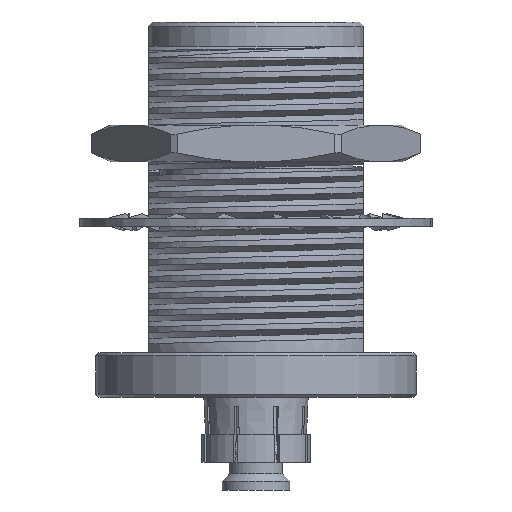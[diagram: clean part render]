
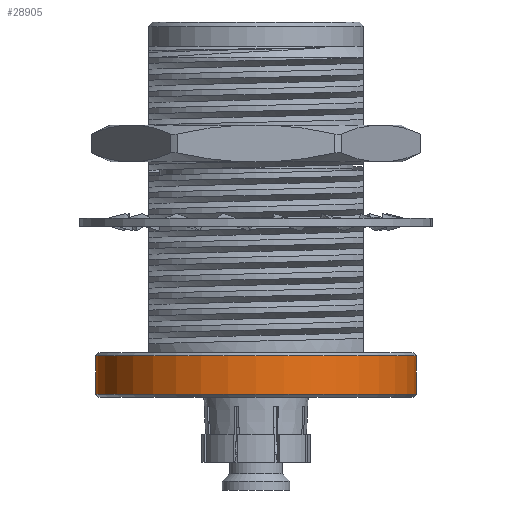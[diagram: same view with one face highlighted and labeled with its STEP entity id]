
A CAD part, front view. The second image highlights one B-rep face of the part: STEP entity #28905.
In plain terms, the highlighted cylindrical face has radius 10 mm (diameter 20 mm), a partial arc.
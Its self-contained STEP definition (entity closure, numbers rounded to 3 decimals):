
#1797 = CARTESIAN_POINT ( 'NONE',  ( 10., 0., 4.25 ) ) ;
#3146 = CARTESIAN_POINT ( 'NONE',  ( 0., 0., 6.65 ) ) ;
#3271 = CIRCLE ( 'NONE', #46148, 10. ) ;
#5911 = CARTESIAN_POINT ( 'NONE',  ( -10., 0., 6.65 ) ) ;
#7802 = LINE ( 'NONE', #8646, #22948 ) ;
#8646 = CARTESIAN_POINT ( 'NONE',  ( -10., 0., 0. ) ) ;
#12542 = DIRECTION ( 'NONE',  ( -1., 0., 0. ) ) ;
#14892 = DIRECTION ( 'NONE',  ( -1., 0., 0. ) ) ;
#15463 = FACE_OUTER_BOUND ( 'NONE', #56195, .T. ) ;
#16508 = CARTESIAN_POINT ( 'NONE',  ( 10., 0., 6.65 ) ) ;
#18191 = ORIENTED_EDGE ( 'NONE', *, *, #43952, .T. ) ;
#20508 = EDGE_CURVE ( 'NONE', #37387, #39074, #54789, .T. ) ;
#21109 = CARTESIAN_POINT ( 'NONE',  ( -10., 0., 4.25 ) ) ;
#21416 = DIRECTION ( 'NONE',  ( 0., 0., -1. ) ) ;
#22948 = VECTOR ( 'NONE', #35218, 1000. ) ;
#23515 = LINE ( 'NONE', #27791, #52979 ) ;
#24035 = CARTESIAN_POINT ( 'NONE',  ( 0., 0., 0. ) ) ;
#24691 = CARTESIAN_POINT ( 'NONE',  ( 0., 0., 4.25 ) ) ;
#27163 = VERTEX_POINT ( 'NONE', #21109 ) ;
#27791 = CARTESIAN_POINT ( 'NONE',  ( 10., 0., 0. ) ) ;
#28905 = ADVANCED_FACE ( 'NONE', ( #15463 ), #46275, .T. ) ;
#32909 = DIRECTION ( 'NONE',  ( 0., 0., -1. ) ) ;
#33123 = ORIENTED_EDGE ( 'NONE', *, *, #20508, .T. ) ;
#35218 = DIRECTION ( 'NONE',  ( 0., 0., -1. ) ) ;
#35543 = EDGE_CURVE ( 'NONE', #41618, #27163, #3271, .T. ) ;
#37387 = VERTEX_POINT ( 'NONE', #16508 ) ;
#38688 = AXIS2_PLACEMENT_3D ( 'NONE', #24035, #54871, #14892 ) ;
#39074 = VERTEX_POINT ( 'NONE', #5911 ) ;
#41071 = AXIS2_PLACEMENT_3D ( 'NONE', #3146, #21416, #12542 ) ;
#41618 = VERTEX_POINT ( 'NONE', #1797 ) ;
#43952 = EDGE_CURVE ( 'NONE', #39074, #27163, #7802, .T. ) ;
#46148 = AXIS2_PLACEMENT_3D ( 'NONE', #24691, #46907, #54961 ) ;
#46275 = CYLINDRICAL_SURFACE ( 'NONE', #38688, 10. ) ;
#46907 = DIRECTION ( 'NONE',  ( 0., 0., -1. ) ) ;
#47856 = ORIENTED_EDGE ( 'NONE', *, *, #35543, .F. ) ;
#48432 = EDGE_CURVE ( 'NONE', #37387, #41618, #23515, .T. ) ;
#52979 = VECTOR ( 'NONE', #32909, 1000. ) ;
#54673 = ORIENTED_EDGE ( 'NONE', *, *, #48432, .F. ) ;
#54789 = CIRCLE ( 'NONE', #41071, 10. ) ;
#54871 = DIRECTION ( 'NONE',  ( 0., 0., -1. ) ) ;
#54961 = DIRECTION ( 'NONE',  ( -1., 0., 0. ) ) ;
#56195 = EDGE_LOOP ( 'NONE', ( #54673, #33123, #18191, #47856 ) ) ;
